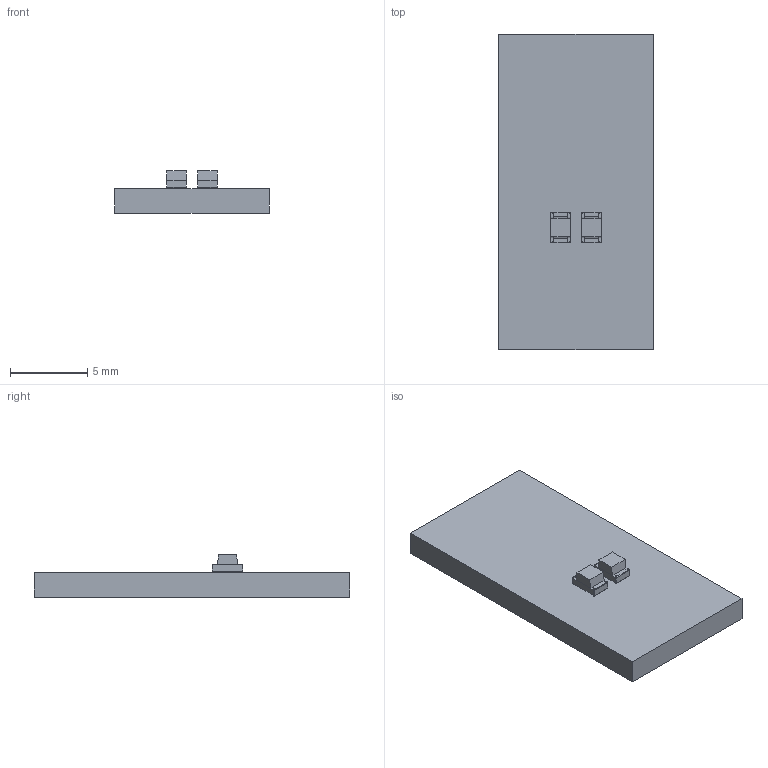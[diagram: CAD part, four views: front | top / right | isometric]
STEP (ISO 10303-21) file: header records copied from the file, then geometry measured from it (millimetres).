
FILE_DESCRIPTION(('KiCad electronic assembly'),'2;1');
FILE_NAME('POxiM-fingersensor-Top.stp','2020-06-19T14:23:04',( 'An Author'),('A Company'),'Open CASCADE STEP processor 6.9', 'KiCad to STEP converter','Unknown');
FILE_SCHEMA(('AUTOMOTIVE_DESIGN { 1 0 10303 214 1 1 1 1 }'));
Length unit declared in the file: millimetre
Products named in the file (4): Open CASCADE STEP translator 6.9 1; LED_0805_2012Metric; SOLID
Assembly tree (4 placements, depth 3):
  Open CASCADE STEP translator 6.9 1
    LED_0805_2012Metric  x2
      SOLID
    SOLID
Bounding box: 10 x 20.4 x 2.75 mm (x, y, z)
Volume: 330.6 mm3; surface area: 527.6 mm2
Topology: 3 solids, 3 shells, 106 faces, 278 edges, 180 vertices
Faces by surface type: plane 90, cylinder 16
Entity records: 4033 total; most frequent: CARTESIAN_POINT 638, DIRECTION 565, LINE 403, VECTOR 403, ORIENTED_EDGE 290, PCURVE 290, DEFINITIONAL_REPRESENTATION 290, EDGE_CURVE 145
